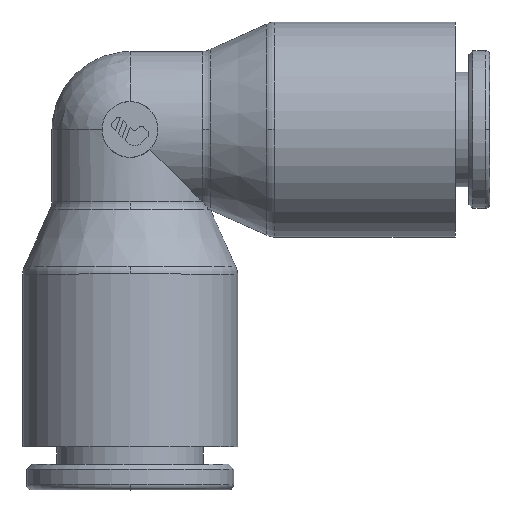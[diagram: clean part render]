
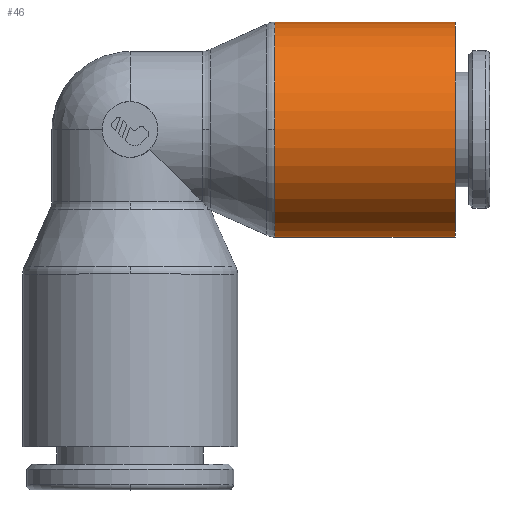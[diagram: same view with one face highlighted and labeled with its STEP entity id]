
A CAD part, top view. The second image highlights one B-rep face of the part: STEP entity #46.
In plain terms, the highlighted cylindrical face has radius 6.75 mm (diameter 13.5 mm), a partial arc.
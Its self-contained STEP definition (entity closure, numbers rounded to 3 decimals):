
#46=ADVANCED_FACE('',(#123),#124,.T.);
#123=FACE_OUTER_BOUND('',#284,.T.);
#124=CYLINDRICAL_SURFACE('',#285,6.75);
#284=EDGE_LOOP('',(#445,#446,#447,#448,#449));
#285=AXIS2_PLACEMENT_3D('',#450,#451,#452);
#445=ORIENTED_EDGE('',*,*,#1057,.F.);
#446=ORIENTED_EDGE('',*,*,#1058,.T.);
#447=ORIENTED_EDGE('',*,*,#1059,.T.);
#448=ORIENTED_EDGE('',*,*,#1060,.F.);
#449=ORIENTED_EDGE('',*,*,#1061,.F.);
#450=CARTESIAN_POINT('',(-5.665,0.0,0.0));
#451=DIRECTION('',(1.0,0.0,0.0));
#452=DIRECTION('',(0.0,1.0,0.0));
#1057=EDGE_CURVE('',#1249,#1250,#1251,.T.);
#1058=EDGE_CURVE('',#1249,#1252,#1253,.T.);
#1059=EDGE_CURVE('',#1252,#1254,#1255,.T.);
#1060=EDGE_CURVE('',#1256,#1254,#1257,.T.);
#1061=EDGE_CURVE('',#1250,#1256,#1258,.T.);
#1249=VERTEX_POINT('',#1566);
#1250=VERTEX_POINT('',#1567);
#1251=LINE('',#1568,#1569);
#1252=VERTEX_POINT('',#1570);
#1253=CIRCLE('',#1571,6.75);
#1254=VERTEX_POINT('',#1572);
#1255=CIRCLE('',#1573,6.75);
#1256=VERTEX_POINT('',#1574);
#1257=LINE('',#1575,#1576);
#1258=CIRCLE('',#1577,6.75);
#1566=CARTESIAN_POINT('',(-11.33,6.75,0.0));
#1567=CARTESIAN_POINT('',(0.,6.75,0.0));
#1568=CARTESIAN_POINT('',(-5.665,6.75,0.));
#1569=VECTOR('',#2208,1.0);
#1570=CARTESIAN_POINT('',(-11.33,0.,6.75));
#1571=AXIS2_PLACEMENT_3D('',#2209,#2210,#2211);
#1572=CARTESIAN_POINT('',(-11.33,-6.75,0.));
#1573=AXIS2_PLACEMENT_3D('',#2212,#2213,#2214);
#1574=CARTESIAN_POINT('',(0.0,-6.75,0.));
#1575=CARTESIAN_POINT('',(-5.665,-6.75,0.));
#1576=VECTOR('',#2215,1.0);
#1577=AXIS2_PLACEMENT_3D('',#2216,#2217,#2218);
#2208=DIRECTION('',(1.0,0.0,0.0));
#2209=CARTESIAN_POINT('',(-11.33,0.0,0.0));
#2210=DIRECTION('',(1.0,0.0,0.0));
#2211=DIRECTION('',(0.0,1.0,0.0));
#2212=CARTESIAN_POINT('',(-11.33,0.0,0.0));
#2213=DIRECTION('',(1.0,0.0,0.0));
#2214=DIRECTION('',(0.0,1.0,0.0));
#2215=DIRECTION('',(-1.0,-0.0,-0.0));
#2216=CARTESIAN_POINT('',(0.,0.0,0.0));
#2217=DIRECTION('',(1.0,0.0,0.0));
#2218=DIRECTION('',(0.0,1.0,0.0));
